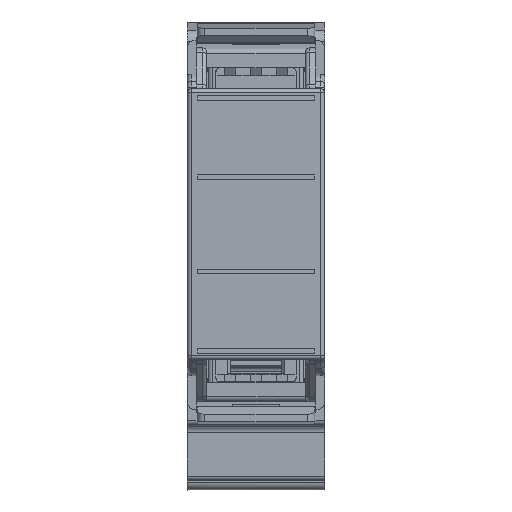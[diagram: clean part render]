
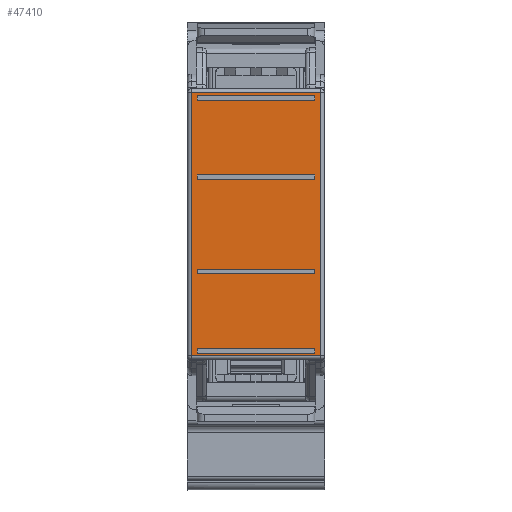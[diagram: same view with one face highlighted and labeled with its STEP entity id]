
A CAD part, top view. The second image highlights one B-rep face of the part: STEP entity #47410.
In plain terms, the highlighted planar face has unit normal (0, 0, 1).
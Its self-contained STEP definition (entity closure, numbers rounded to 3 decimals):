
#47378=AXIS2_PLACEMENT_3D('Plane Axis2P3D',#47375,#47376,#47377) ;
#41632=CARTESIAN_POINT('Vertex',(0.5,50.45,66.75)) ;
#41635=CARTESIAN_POINT('Line Origine',(17.5,50.45,66.75)) ;
#41639=CARTESIAN_POINT('Vertex',(17.,50.45,66.75)) ;
#44092=CARTESIAN_POINT('Vertex',(0.5,16.95,66.75)) ;
#44095=CARTESIAN_POINT('Line Origine',(0.5,50.95,66.75)) ;
#45159=CARTESIAN_POINT('Line Origine',(17.,50.95,66.75)) ;
#45163=CARTESIAN_POINT('Vertex',(17.,16.95,66.75)) ;
#46586=CARTESIAN_POINT('Line Origine',(17.5,16.95,66.75)) ;
#46603=CARTESIAN_POINT('Line Origine',(8.75,50.1,66.75)) ;
#46607=CARTESIAN_POINT('Vertex',(16.25,50.1,66.75)) ;
#46609=CARTESIAN_POINT('Vertex',(1.25,50.1,66.75)) ;
#46643=CARTESIAN_POINT('Line Origine',(16.25,49.8,66.75)) ;
#46647=CARTESIAN_POINT('Vertex',(16.25,49.5,66.75)) ;
#46674=CARTESIAN_POINT('Line Origine',(8.75,49.5,66.75)) ;
#46678=CARTESIAN_POINT('Vertex',(1.25,49.5,66.75)) ;
#46705=CARTESIAN_POINT('Line Origine',(1.25,49.8,66.75)) ;
#46727=CARTESIAN_POINT('Line Origine',(1.25,39.7,66.75)) ;
#46731=CARTESIAN_POINT('Vertex',(1.25,40.,66.75)) ;
#46733=CARTESIAN_POINT('Vertex',(1.25,39.4,66.75)) ;
#46767=CARTESIAN_POINT('Line Origine',(8.75,40.,66.75)) ;
#46771=CARTESIAN_POINT('Vertex',(16.25,40.,66.75)) ;
#46798=CARTESIAN_POINT('Line Origine',(16.25,39.7,66.75)) ;
#46802=CARTESIAN_POINT('Vertex',(16.25,39.4,66.75)) ;
#46829=CARTESIAN_POINT('Line Origine',(8.75,39.4,66.75)) ;
#46851=CARTESIAN_POINT('Line Origine',(16.25,27.7,66.75)) ;
#46855=CARTESIAN_POINT('Vertex',(16.25,27.4,66.75)) ;
#46857=CARTESIAN_POINT('Vertex',(16.25,28.,66.75)) ;
#46891=CARTESIAN_POINT('Line Origine',(8.75,27.4,66.75)) ;
#46895=CARTESIAN_POINT('Vertex',(1.25,27.4,66.75)) ;
#46922=CARTESIAN_POINT('Line Origine',(1.25,27.7,66.75)) ;
#46926=CARTESIAN_POINT('Vertex',(1.25,28.,66.75)) ;
#46953=CARTESIAN_POINT('Line Origine',(8.75,28.,66.75)) ;
#46975=CARTESIAN_POINT('Line Origine',(1.25,17.6,66.75)) ;
#46979=CARTESIAN_POINT('Vertex',(1.25,17.9,66.75)) ;
#46981=CARTESIAN_POINT('Vertex',(1.25,17.3,66.75)) ;
#47015=CARTESIAN_POINT('Line Origine',(8.75,17.9,66.75)) ;
#47019=CARTESIAN_POINT('Vertex',(16.25,17.9,66.75)) ;
#47046=CARTESIAN_POINT('Line Origine',(16.25,17.6,66.75)) ;
#47050=CARTESIAN_POINT('Vertex',(16.25,17.3,66.75)) ;
#47077=CARTESIAN_POINT('Line Origine',(8.75,17.3,66.75)) ;
#47375=CARTESIAN_POINT('Axis2P3D Location',(17.5,50.95,66.75)) ;
#41636=DIRECTION('Vector Direction',(1.,0.,0.)) ;
#44096=DIRECTION('Vector Direction',(0.,1.,0.)) ;
#45160=DIRECTION('Vector Direction',(0.,-1.,0.)) ;
#46587=DIRECTION('Vector Direction',(-1.,0.,0.)) ;
#46604=DIRECTION('Vector Direction',(-1.,0.,0.)) ;
#46644=DIRECTION('Vector Direction',(0.,1.,0.)) ;
#46675=DIRECTION('Vector Direction',(1.,0.,0.)) ;
#46706=DIRECTION('Vector Direction',(0.,-1.,0.)) ;
#46728=DIRECTION('Vector Direction',(0.,-1.,0.)) ;
#46768=DIRECTION('Vector Direction',(-1.,0.,0.)) ;
#46799=DIRECTION('Vector Direction',(0.,1.,0.)) ;
#46830=DIRECTION('Vector Direction',(1.,0.,0.)) ;
#46852=DIRECTION('Vector Direction',(0.,1.,0.)) ;
#46892=DIRECTION('Vector Direction',(1.,0.,0.)) ;
#46923=DIRECTION('Vector Direction',(0.,-1.,0.)) ;
#46954=DIRECTION('Vector Direction',(-1.,0.,0.)) ;
#46976=DIRECTION('Vector Direction',(0.,-1.,0.)) ;
#47016=DIRECTION('Vector Direction',(-1.,0.,0.)) ;
#47047=DIRECTION('Vector Direction',(0.,1.,0.)) ;
#47078=DIRECTION('Vector Direction',(1.,0.,0.)) ;
#47376=DIRECTION('Axis2P3D Direction',(0.,0.,1.)) ;
#47377=DIRECTION('Axis2P3D XDirection',(-1.,0.,0.)) ;
#41637=VECTOR('Line Direction',#41636,1.) ;
#44097=VECTOR('Line Direction',#44096,1.) ;
#45161=VECTOR('Line Direction',#45160,1.) ;
#46588=VECTOR('Line Direction',#46587,1.) ;
#46605=VECTOR('Line Direction',#46604,1.) ;
#46645=VECTOR('Line Direction',#46644,1.) ;
#46676=VECTOR('Line Direction',#46675,1.) ;
#46707=VECTOR('Line Direction',#46706,1.) ;
#46729=VECTOR('Line Direction',#46728,1.) ;
#46769=VECTOR('Line Direction',#46768,1.) ;
#46800=VECTOR('Line Direction',#46799,1.) ;
#46831=VECTOR('Line Direction',#46830,1.) ;
#46853=VECTOR('Line Direction',#46852,1.) ;
#46893=VECTOR('Line Direction',#46892,1.) ;
#46924=VECTOR('Line Direction',#46923,1.) ;
#46955=VECTOR('Line Direction',#46954,1.) ;
#46977=VECTOR('Line Direction',#46976,1.) ;
#47017=VECTOR('Line Direction',#47016,1.) ;
#47048=VECTOR('Line Direction',#47047,1.) ;
#47079=VECTOR('Line Direction',#47078,1.) ;
#47381=ORIENTED_EDGE('',*,*,#44099,.T.) ;
#47382=ORIENTED_EDGE('',*,*,#46590,.T.) ;
#47383=ORIENTED_EDGE('',*,*,#45165,.T.) ;
#47384=ORIENTED_EDGE('',*,*,#41641,.T.) ;
#47387=ORIENTED_EDGE('',*,*,#47081,.F.) ;
#47388=ORIENTED_EDGE('',*,*,#46983,.F.) ;
#47389=ORIENTED_EDGE('',*,*,#47021,.F.) ;
#47390=ORIENTED_EDGE('',*,*,#47052,.F.) ;
#47393=ORIENTED_EDGE('',*,*,#46957,.F.) ;
#47394=ORIENTED_EDGE('',*,*,#46859,.F.) ;
#47395=ORIENTED_EDGE('',*,*,#46897,.F.) ;
#47396=ORIENTED_EDGE('',*,*,#46928,.F.) ;
#47399=ORIENTED_EDGE('',*,*,#46833,.F.) ;
#47400=ORIENTED_EDGE('',*,*,#46735,.F.) ;
#47401=ORIENTED_EDGE('',*,*,#46773,.F.) ;
#47402=ORIENTED_EDGE('',*,*,#46804,.F.) ;
#47405=ORIENTED_EDGE('',*,*,#46709,.F.) ;
#47406=ORIENTED_EDGE('',*,*,#46611,.F.) ;
#47407=ORIENTED_EDGE('',*,*,#46649,.F.) ;
#47408=ORIENTED_EDGE('',*,*,#46680,.F.) ;
#47391=FACE_BOUND('',#47386,.T.) ;
#47397=FACE_BOUND('',#47392,.T.) ;
#47403=FACE_BOUND('',#47398,.T.) ;
#47409=FACE_BOUND('',#47404,.T.) ;
#47410=ADVANCED_FACE('8947000000\\NONE',(#47385,#47391,#47397,#47403,#47409),#47379,.T.) ;
#41641=EDGE_CURVE('',#41640,#41633,#41638,.F.) ;
#44099=EDGE_CURVE('',#41633,#44093,#44098,.F.) ;
#45165=EDGE_CURVE('',#45164,#41640,#45162,.F.) ;
#46590=EDGE_CURVE('',#44093,#45164,#46589,.F.) ;
#46611=EDGE_CURVE('',#46608,#46610,#46606,.T.) ;
#46649=EDGE_CURVE('',#46648,#46608,#46646,.T.) ;
#46680=EDGE_CURVE('',#46679,#46648,#46677,.T.) ;
#46709=EDGE_CURVE('',#46610,#46679,#46708,.T.) ;
#46735=EDGE_CURVE('',#46732,#46734,#46730,.T.) ;
#46773=EDGE_CURVE('',#46772,#46732,#46770,.T.) ;
#46804=EDGE_CURVE('',#46803,#46772,#46801,.T.) ;
#46833=EDGE_CURVE('',#46734,#46803,#46832,.T.) ;
#46859=EDGE_CURVE('',#46856,#46858,#46854,.T.) ;
#46897=EDGE_CURVE('',#46896,#46856,#46894,.T.) ;
#46928=EDGE_CURVE('',#46927,#46896,#46925,.T.) ;
#46957=EDGE_CURVE('',#46858,#46927,#46956,.T.) ;
#46983=EDGE_CURVE('',#46980,#46982,#46978,.T.) ;
#47021=EDGE_CURVE('',#47020,#46980,#47018,.T.) ;
#47052=EDGE_CURVE('',#47051,#47020,#47049,.T.) ;
#47081=EDGE_CURVE('',#46982,#47051,#47080,.T.) ;
#47380=EDGE_LOOP('',(#47381,#47382,#47383,#47384)) ;
#47386=EDGE_LOOP('',(#47387,#47388,#47389,#47390)) ;
#47392=EDGE_LOOP('',(#47393,#47394,#47395,#47396)) ;
#47398=EDGE_LOOP('',(#47399,#47400,#47401,#47402)) ;
#47404=EDGE_LOOP('',(#47405,#47406,#47407,#47408)) ;
#47385=FACE_OUTER_BOUND('',#47380,.T.) ;
#41638=LINE('Line',#41635,#41637) ;
#44098=LINE('Line',#44095,#44097) ;
#45162=LINE('Line',#45159,#45161) ;
#46589=LINE('Line',#46586,#46588) ;
#46606=LINE('Line',#46603,#46605) ;
#46646=LINE('Line',#46643,#46645) ;
#46677=LINE('Line',#46674,#46676) ;
#46708=LINE('Line',#46705,#46707) ;
#46730=LINE('Line',#46727,#46729) ;
#46770=LINE('Line',#46767,#46769) ;
#46801=LINE('Line',#46798,#46800) ;
#46832=LINE('Line',#46829,#46831) ;
#46854=LINE('Line',#46851,#46853) ;
#46894=LINE('Line',#46891,#46893) ;
#46925=LINE('Line',#46922,#46924) ;
#46956=LINE('Line',#46953,#46955) ;
#46978=LINE('Line',#46975,#46977) ;
#47018=LINE('Line',#47015,#47017) ;
#47049=LINE('Line',#47046,#47048) ;
#47080=LINE('Line',#47077,#47079) ;
#47379=PLANE('',#47378) ;
#41633=VERTEX_POINT('',#41632) ;
#41640=VERTEX_POINT('',#41639) ;
#44093=VERTEX_POINT('',#44092) ;
#45164=VERTEX_POINT('',#45163) ;
#46608=VERTEX_POINT('',#46607) ;
#46610=VERTEX_POINT('',#46609) ;
#46648=VERTEX_POINT('',#46647) ;
#46679=VERTEX_POINT('',#46678) ;
#46732=VERTEX_POINT('',#46731) ;
#46734=VERTEX_POINT('',#46733) ;
#46772=VERTEX_POINT('',#46771) ;
#46803=VERTEX_POINT('',#46802) ;
#46856=VERTEX_POINT('',#46855) ;
#46858=VERTEX_POINT('',#46857) ;
#46896=VERTEX_POINT('',#46895) ;
#46927=VERTEX_POINT('',#46926) ;
#46980=VERTEX_POINT('',#46979) ;
#46982=VERTEX_POINT('',#46981) ;
#47020=VERTEX_POINT('',#47019) ;
#47051=VERTEX_POINT('',#47050) ;
